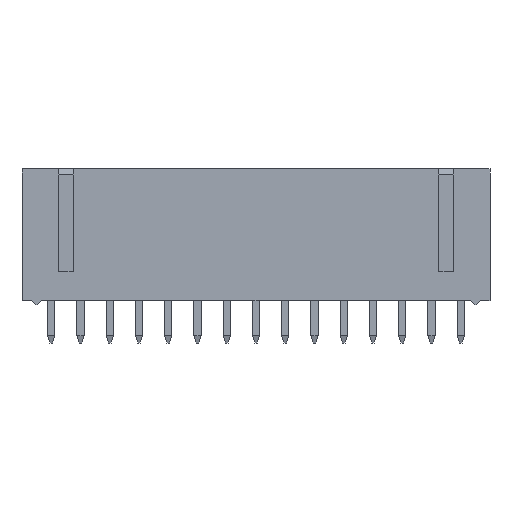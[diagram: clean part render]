
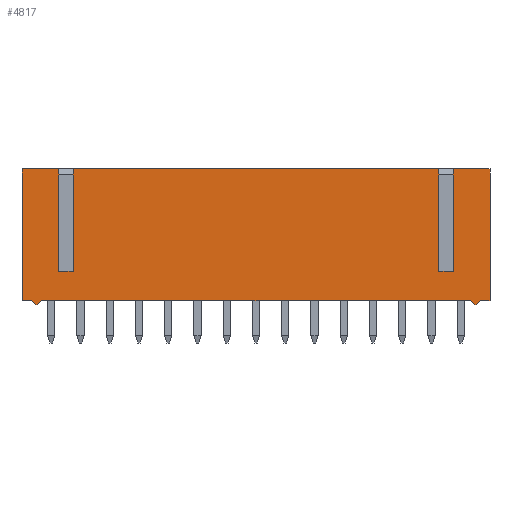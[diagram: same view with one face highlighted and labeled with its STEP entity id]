
A CAD part, front view. The second image highlights one B-rep face of the part: STEP entity #4817.
In plain terms, the highlighted planar face has unit normal (0, -1, 0).
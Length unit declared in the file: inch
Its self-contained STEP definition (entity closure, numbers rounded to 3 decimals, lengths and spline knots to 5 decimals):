
#5=DIRECTION('',(0.,0.,-1.));
#6=VECTOR('',#5,0.45);
#7=CARTESIAN_POINT('',(-0.8,-0.1,0.15));
#8=LINE('',#7,#6);
#605=DIRECTION('',(1.,0.,0.));
#606=VECTOR('',#605,0.0325);
#607=CARTESIAN_POINT('',(-0.8,-0.1,-0.3));
#608=LINE('',#607,#606);
#613=DIRECTION('',(1.,0.,0.));
#614=VECTOR('',#613,1.465);
#615=CARTESIAN_POINT('',(-0.7325,-0.1,-0.3));
#616=LINE('',#615,#614);
#625=DIRECTION('',(1.,0.,0.));
#626=VECTOR('',#625,0.0325);
#627=CARTESIAN_POINT('',(0.7675,-0.1,-0.3));
#628=LINE('',#627,#626);
#873=DIRECTION('',(-1.,0.,0.));
#874=VECTOR('',#873,0.05);
#875=CARTESIAN_POINT('',(-0.625,-0.1,-0.2));
#876=LINE('',#875,#874);
#877=DIRECTION('',(0.,0.,-1.));
#878=VECTOR('',#877,0.35);
#879=CARTESIAN_POINT('',(-0.625,-0.1,0.15));
#880=LINE('',#879,#878);
#881=DIRECTION('',(1.,0.,0.));
#882=VECTOR('',#881,1.25);
#883=CARTESIAN_POINT('',(-0.625,-0.1,0.15));
#884=LINE('',#883,#882);
#885=DIRECTION('',(0.,0.,-1.));
#886=VECTOR('',#885,0.35);
#887=CARTESIAN_POINT('',(0.625,-0.1,0.15));
#888=LINE('',#887,#886);
#889=DIRECTION('',(1.,0.,0.));
#890=VECTOR('',#889,0.05);
#891=CARTESIAN_POINT('',(0.625,-0.1,-0.2));
#892=LINE('',#891,#890);
#893=DIRECTION('',(0.,0.,-1.));
#894=VECTOR('',#893,0.35);
#895=CARTESIAN_POINT('',(0.675,-0.1,0.15));
#896=LINE('',#895,#894);
#897=DIRECTION('',(1.,0.,0.));
#898=VECTOR('',#897,0.125);
#899=CARTESIAN_POINT('',(0.675,-0.1,0.15));
#900=LINE('',#899,#898);
#901=DIRECTION('',(-0.707,0.,-0.707));
#902=VECTOR('',#901,0.02121);
#903=CARTESIAN_POINT('',(0.7675,-0.1,-0.3));
#904=LINE('',#903,#902);
#905=DIRECTION('',(-1.,0.,0.));
#906=VECTOR('',#905,0.005);
#907=CARTESIAN_POINT('',(0.7525,-0.1,-0.315));
#908=LINE('',#907,#906);
#909=DIRECTION('',(-0.707,0.,0.707));
#910=VECTOR('',#909,0.02121);
#911=CARTESIAN_POINT('',(0.7475,-0.1,-0.315));
#912=LINE('',#911,#910);
#913=DIRECTION('',(-0.707,0.,-0.707));
#914=VECTOR('',#913,0.02121);
#915=CARTESIAN_POINT('',(-0.7325,-0.1,-0.3));
#916=LINE('',#915,#914);
#917=DIRECTION('',(-1.,0.,0.));
#918=VECTOR('',#917,0.005);
#919=CARTESIAN_POINT('',(-0.7475,-0.1,-0.315));
#920=LINE('',#919,#918);
#921=DIRECTION('',(-0.707,0.,0.707));
#922=VECTOR('',#921,0.02121);
#923=CARTESIAN_POINT('',(-0.7525,-0.1,-0.315));
#924=LINE('',#923,#922);
#925=DIRECTION('',(1.,0.,0.));
#926=VECTOR('',#925,0.125);
#927=CARTESIAN_POINT('',(-0.8,-0.1,0.15));
#928=LINE('',#927,#926);
#929=DIRECTION('',(0.,0.,-1.));
#930=VECTOR('',#929,0.35);
#931=CARTESIAN_POINT('',(-0.675,-0.1,0.15));
#932=LINE('',#931,#930);
#1225=DIRECTION('',(0.,0.,-1.));
#1226=VECTOR('',#1225,0.45);
#1227=CARTESIAN_POINT('',(0.8,-0.1,0.15));
#1228=LINE('',#1227,#1226);
#3049=CARTESIAN_POINT('',(-0.8,-0.1,0.15));
#3050=CARTESIAN_POINT('',(-0.8,-0.1,-0.3));
#3051=VERTEX_POINT('',#3049);
#3052=VERTEX_POINT('',#3050);
#3055=CARTESIAN_POINT('',(0.8,-0.1,0.15));
#3056=CARTESIAN_POINT('',(0.8,-0.1,-0.3));
#3057=VERTEX_POINT('',#3055);
#3058=VERTEX_POINT('',#3056);
#3133=CARTESIAN_POINT('',(-0.7475,-0.1,-0.315));
#3134=CARTESIAN_POINT('',(-0.7525,-0.1,-0.315));
#3135=VERTEX_POINT('',#3133);
#3136=VERTEX_POINT('',#3134);
#3137=CARTESIAN_POINT('',(0.7525,-0.1,-0.315));
#3138=CARTESIAN_POINT('',(0.7475,-0.1,-0.315));
#3139=VERTEX_POINT('',#3137);
#3140=VERTEX_POINT('',#3138);
#3141=CARTESIAN_POINT('',(-0.7675,-0.1,-0.3));
#3143=VERTEX_POINT('',#3141);
#3145=CARTESIAN_POINT('',(-0.7325,-0.1,-0.3));
#3147=VERTEX_POINT('',#3145);
#3149=CARTESIAN_POINT('',(0.7325,-0.1,-0.3));
#3151=VERTEX_POINT('',#3149);
#3153=CARTESIAN_POINT('',(0.7675,-0.1,-0.3));
#3155=VERTEX_POINT('',#3153);
#3233=CARTESIAN_POINT('',(0.625,-0.1,-0.2));
#3234=CARTESIAN_POINT('',(0.675,-0.1,-0.2));
#3235=VERTEX_POINT('',#3233);
#3236=VERTEX_POINT('',#3234);
#3237=CARTESIAN_POINT('',(0.625,-0.1,0.15));
#3238=VERTEX_POINT('',#3237);
#3239=CARTESIAN_POINT('',(0.675,-0.1,0.15));
#3240=VERTEX_POINT('',#3239);
#3266=CARTESIAN_POINT('',(-0.625,-0.1,-0.2));
#3268=VERTEX_POINT('',#3266);
#3269=CARTESIAN_POINT('',(-0.675,-0.1,-0.2));
#3271=VERTEX_POINT('',#3269);
#3273=CARTESIAN_POINT('',(-0.625,-0.1,0.15));
#3274=VERTEX_POINT('',#3273);
#3275=CARTESIAN_POINT('',(-0.675,-0.1,0.15));
#3276=VERTEX_POINT('',#3275);
#4781=CARTESIAN_POINT('',(-0.8,-0.1,0.15));
#4782=DIRECTION('',(0.,-1.,0.));
#4783=DIRECTION('',(0.,0.,-1.));
#4784=AXIS2_PLACEMENT_3D('',#4781,#4782,#4783);
#4785=PLANE('',#4784);
#4786=ORIENTED_EDGE('',*,*,#4157,.F.);
#4787=ORIENTED_EDGE('',*,*,#4144,.F.);
#4788=ORIENTED_EDGE('',*,*,#4076,.T.);
#4790=ORIENTED_EDGE('',*,*,#4789,.T.);
#4791=ORIENTED_EDGE('',*,*,#4180,.T.);
#4793=ORIENTED_EDGE('',*,*,#4792,.F.);
#4794=ORIENTED_EDGE('',*,*,#4092,.T.);
#4796=ORIENTED_EDGE('',*,*,#4795,.T.);
#4797=ORIENTED_EDGE('',*,*,#4759,.F.);
#4799=ORIENTED_EDGE('',*,*,#4798,.T.);
#4801=ORIENTED_EDGE('',*,*,#4800,.T.);
#4803=ORIENTED_EDGE('',*,*,#4802,.T.);
#4804=ORIENTED_EDGE('',*,*,#4598,.F.);
#4806=ORIENTED_EDGE('',*,*,#4805,.T.);
#4808=ORIENTED_EDGE('',*,*,#4807,.T.);
#4809=ORIENTED_EDGE('',*,*,#4773,.T.);
#4810=ORIENTED_EDGE('',*,*,#4586,.F.);
#4811=ORIENTED_EDGE('',*,*,#3986,.F.);
#4812=ORIENTED_EDGE('',*,*,#4116,.T.);
#4814=ORIENTED_EDGE('',*,*,#4813,.T.);
#4815=EDGE_LOOP('',(#4786,#4787,#4788,#4790,#4791,#4793,#4794,#4796,#4797,#4799,
#4801,#4803,#4804,#4806,#4808,#4809,#4810,#4811,#4812,#4814));
#4816=FACE_OUTER_BOUND('',#4815,.F.);
#4817=ADVANCED_FACE('',(#4816),#4785,.T.);
#3986=EDGE_CURVE('',#3051,#3052,#8,.T.);
#4076=EDGE_CURVE('',#3274,#3238,#884,.T.);
#4092=EDGE_CURVE('',#3240,#3057,#900,.T.);
#4116=EDGE_CURVE('',#3051,#3276,#928,.T.);
#4144=EDGE_CURVE('',#3274,#3268,#880,.T.);
#4157=EDGE_CURVE('',#3268,#3271,#876,.T.);
#4180=EDGE_CURVE('',#3235,#3236,#892,.T.);
#4586=EDGE_CURVE('',#3052,#3143,#608,.T.);
#4598=EDGE_CURVE('',#3147,#3151,#616,.T.);
#4759=EDGE_CURVE('',#3155,#3058,#628,.T.);
#4773=EDGE_CURVE('',#3136,#3143,#924,.T.);
#4789=EDGE_CURVE('',#3238,#3235,#888,.T.);
#4792=EDGE_CURVE('',#3240,#3236,#896,.T.);
#4795=EDGE_CURVE('',#3057,#3058,#1228,.T.);
#4798=EDGE_CURVE('',#3155,#3139,#904,.T.);
#4800=EDGE_CURVE('',#3139,#3140,#908,.T.);
#4802=EDGE_CURVE('',#3140,#3151,#912,.T.);
#4805=EDGE_CURVE('',#3147,#3135,#916,.T.);
#4807=EDGE_CURVE('',#3135,#3136,#920,.T.);
#4813=EDGE_CURVE('',#3276,#3271,#932,.T.);
